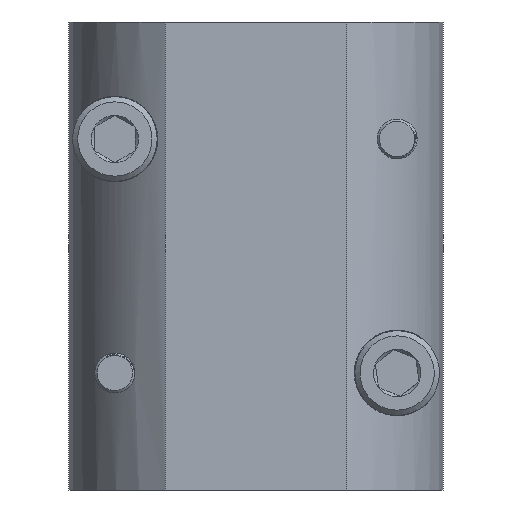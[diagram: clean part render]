
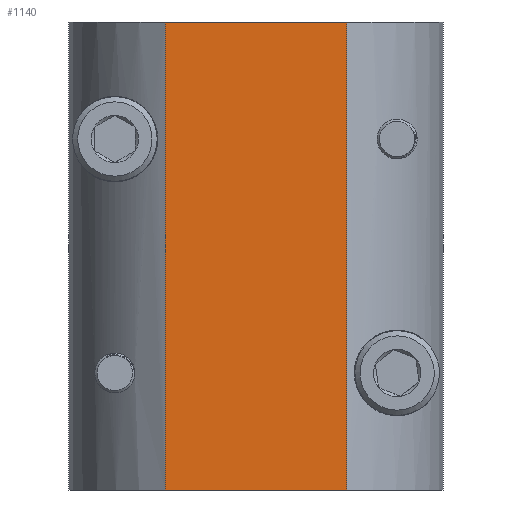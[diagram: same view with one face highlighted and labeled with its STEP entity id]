
A CAD part, front view. The second image highlights one B-rep face of the part: STEP entity #1140.
In plain terms, the highlighted planar face has unit normal (0, -1, 0).
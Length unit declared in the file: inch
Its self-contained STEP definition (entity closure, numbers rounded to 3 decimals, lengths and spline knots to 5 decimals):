
#210=FACE_OUTER_BOUND('',#287,.T.);
#287=EDGE_LOOP('',(#817,#818,#819,#820));
#367=LINE('',#1689,#437);
#370=LINE('',#1697,#440);
#372=LINE('',#1771,#442);
#374=LINE('',#1846,#444);
#437=VECTOR('',#1399,0.3937);
#440=VECTOR('',#1408,0.3937);
#442=VECTOR('',#1412,0.3937);
#444=VECTOR('',#1418,0.3937);
#509=VERTEX_POINT('',#1686);
#510=VERTEX_POINT('',#1688);
#512=VERTEX_POINT('',#1695);
#517=VERTEX_POINT('',#1770);
#621=EDGE_CURVE('',#509,#510,#367,.T.);
#626=EDGE_CURVE('',#512,#509,#370,.T.);
#631=EDGE_CURVE('',#510,#517,#372,.T.);
#637=EDGE_CURVE('',#517,#512,#374,.T.);
#817=ORIENTED_EDGE('',*,*,#631,.F.);
#818=ORIENTED_EDGE('',*,*,#621,.F.);
#819=ORIENTED_EDGE('',*,*,#626,.F.);
#820=ORIENTED_EDGE('',*,*,#637,.F.);
#1117=PLANE('',#1271);
#1140=ADVANCED_FACE('',(#210),#1117,.F.);
#1271=AXIS2_PLACEMENT_3D('',#1845,#1416,#1417);
#1399=DIRECTION('',(-1.,0.,0.));
#1408=DIRECTION('',(0.,0.,-1.));
#1412=DIRECTION('',(0.,0.,1.));
#1416=DIRECTION('center_axis',(0.,1.,0.));
#1417=DIRECTION('ref_axis',(-1.,0.,0.));
#1418=DIRECTION('',(1.,0.,0.));
#1686=CARTESIAN_POINT('',(0.24206,-0.4375,0.));
#1688=CARTESIAN_POINT('',(-0.24206,-0.4375,0.));
#1689=CARTESIAN_POINT('',(0.16959,-0.4375,0.));
#1695=CARTESIAN_POINT('',(0.24206,-0.4375,1.25));
#1697=CARTESIAN_POINT('',(0.24206,-0.4375,0.));
#1770=CARTESIAN_POINT('',(-0.24206,-0.4375,1.25));
#1771=CARTESIAN_POINT('',(-0.24206,-0.4375,0.));
#1845=CARTESIAN_POINT('Origin',(0.33918,-0.4375,0.));
#1846=CARTESIAN_POINT('',(0.16959,-0.4375,1.25));
